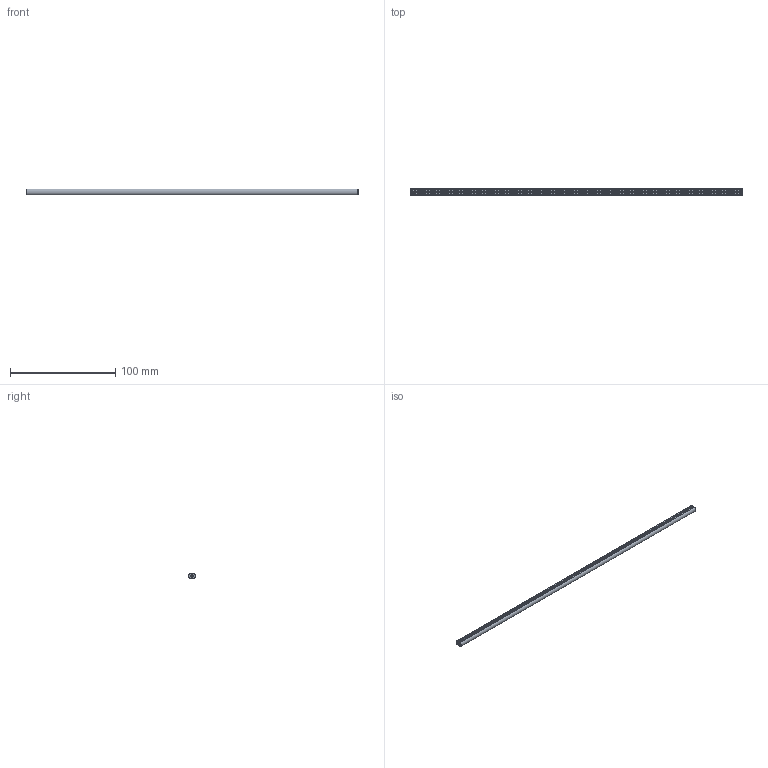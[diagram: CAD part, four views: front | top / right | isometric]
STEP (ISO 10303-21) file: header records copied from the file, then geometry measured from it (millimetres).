
FILE_DESCRIPTION(('FreeCAD Model'),'2;1');
FILE_NAME('Open CASCADE Shape Model','2024-06-18T17:31:15',(''),(''), 'Open CASCADE STEP processor 7.6','FreeCAD','Unknown');
FILE_SCHEMA(('AUTOMOTIVE_DESIGN { 1 0 10303 214 1 1 1 1 }'));
Length unit declared in the file: millimetre
Products named in the file (1): Shaft IDX BU25.25 - SPN-SFT-0221 (stemfie.org)
Bounding box: 315.62 x 6.6 x 5 mm (x, y, z)
Volume: 7204.5 mm3; surface area: 9053.3 mm2
Topology: 1 solids, 1 shells, 969 faces, 3020 edges, 1876 vertices
Faces by surface type: plane 317, cylinder 306, cone 206, extrusion 140
Full cylindrical faces by diameter (mm): 2 x304
Entity records: 34650 total; most frequent: CARTESIAN_POINT 6706, ORIENTED_EDGE 6040, DIRECTION 5778, EDGE_CURVE 3020, AXIS2_PLACEMENT_3D 2068, VERTEX_POINT 1876, VECTOR 1642, LINE 1502
